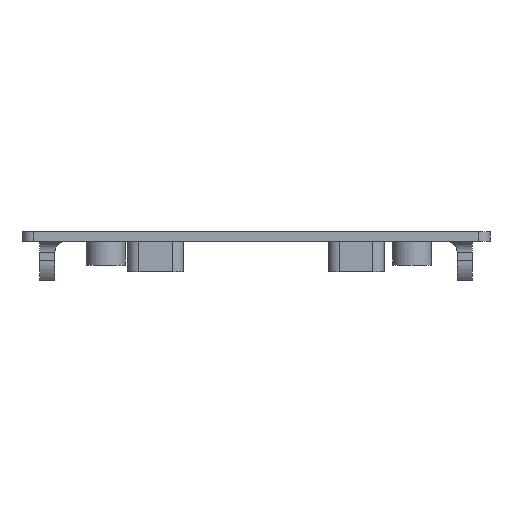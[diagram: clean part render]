
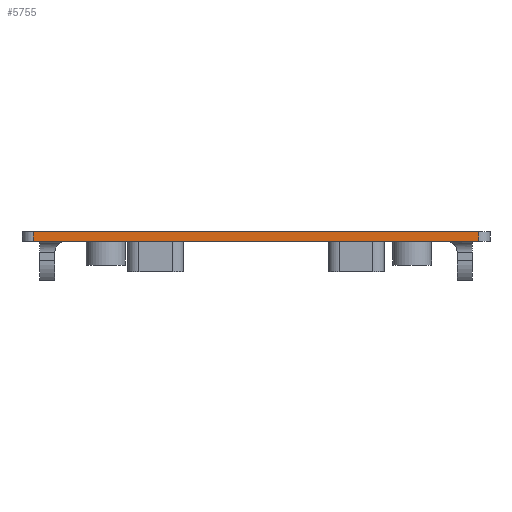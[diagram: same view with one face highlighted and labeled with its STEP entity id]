
A CAD part, front view. The second image highlights one B-rep face of the part: STEP entity #5755.
In plain terms, the highlighted planar face has unit normal (0, -1, 0).
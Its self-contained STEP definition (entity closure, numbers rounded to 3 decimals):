
#701 = VERTEX_POINT ( 'NONE', #3715 ) ;
#727 = DIRECTION ( 'NONE',  ( 0., -1., 0. ) ) ;
#837 = CARTESIAN_POINT ( 'NONE',  ( -264.703, 1312.47, 0. ) ) ;
#871 = ORIENTED_EDGE ( 'NONE', *, *, #2670, .T. ) ;
#917 = LINE ( 'NONE', #4064, #1254 ) ;
#1227 = VECTOR ( 'NONE', #2421, 1000. ) ;
#1254 = VECTOR ( 'NONE', #5176, 1000. ) ;
#1296 = EDGE_CURVE ( 'NONE', #5470, #701, #5159, .T. ) ;
#1363 = VERTEX_POINT ( 'NONE', #6170 ) ;
#1374 = VECTOR ( 'NONE', #2457, 1000. ) ;
#2157 = CARTESIAN_POINT ( 'NONE',  ( -266.703, 1312.47, 1.7 ) ) ;
#2348 = FACE_OUTER_BOUND ( 'NONE', #6582, .T. ) ;
#2364 = DIRECTION ( 'NONE',  ( 0., 0., -1. ) ) ;
#2421 = DIRECTION ( 'NONE',  ( 0., 0., -1. ) ) ;
#2457 = DIRECTION ( 'NONE',  ( 0., 0., 1. ) ) ;
#2670 = EDGE_CURVE ( 'NONE', #6185, #1363, #2783, .T. ) ;
#2783 = LINE ( 'NONE', #6247, #1374 ) ;
#2981 = EDGE_CURVE ( 'NONE', #5470, #1363, #5635, .T. ) ;
#3357 = AXIS2_PLACEMENT_3D ( 'NONE', #6665, #727, #2364 ) ;
#3546 = ORIENTED_EDGE ( 'NONE', *, *, #6153, .F. ) ;
#3715 = CARTESIAN_POINT ( 'NONE',  ( -264.703, 1312.47, 0. ) ) ;
#4064 = CARTESIAN_POINT ( 'NONE',  ( -266.703, 1312.47, 0. ) ) ;
#4095 = ORIENTED_EDGE ( 'NONE', *, *, #1296, .T. ) ;
#4799 = CARTESIAN_POINT ( 'NONE',  ( -264.703, 1312.47, 1.7 ) ) ;
#5159 = LINE ( 'NONE', #837, #1227 ) ;
#5176 = DIRECTION ( 'NONE',  ( -1., 0., 0. ) ) ;
#5202 = CARTESIAN_POINT ( 'NONE',  ( -184.703, 1312.47, 0. ) ) ;
#5379 = VECTOR ( 'NONE', #5927, 1000. ) ;
#5470 = VERTEX_POINT ( 'NONE', #4799 ) ;
#5520 = PLANE ( 'NONE',  #3357 ) ;
#5635 = LINE ( 'NONE', #2157, #5379 ) ;
#5755 = ADVANCED_FACE ( 'NONE', ( #2348 ), #5520, .T. ) ;
#5927 = DIRECTION ( 'NONE',  ( 1., 0., 0. ) ) ;
#6041 = ORIENTED_EDGE ( 'NONE', *, *, #2981, .F. ) ;
#6153 = EDGE_CURVE ( 'NONE', #6185, #701, #917, .T. ) ;
#6170 = CARTESIAN_POINT ( 'NONE',  ( -184.703, 1312.47, 1.7 ) ) ;
#6185 = VERTEX_POINT ( 'NONE', #5202 ) ;
#6247 = CARTESIAN_POINT ( 'NONE',  ( -184.703, 1312.47, 1.7 ) ) ;
#6582 = EDGE_LOOP ( 'NONE', ( #3546, #871, #6041, #4095 ) ) ;
#6665 = CARTESIAN_POINT ( 'NONE',  ( -266.703, 1312.47, -85.357 ) ) ;
